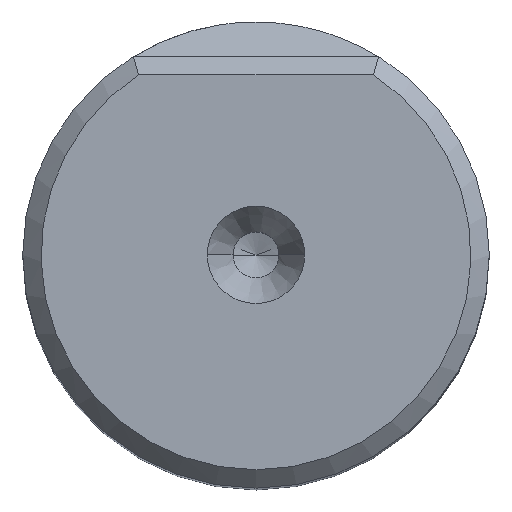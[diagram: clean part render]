
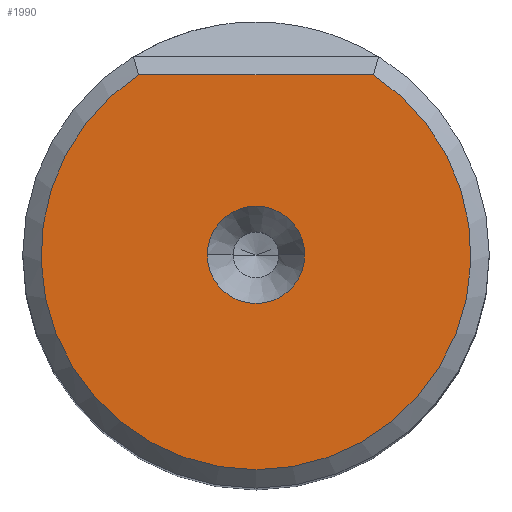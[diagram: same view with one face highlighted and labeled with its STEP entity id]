
A CAD part, top view. The second image highlights one B-rep face of the part: STEP entity #1990.
In plain terms, the highlighted planar face has unit normal (0, 0, 1).
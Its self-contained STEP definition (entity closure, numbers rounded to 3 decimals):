
#173=CARTESIAN_POINT('',(6.391,9.8,0.));
#202=DIRECTION('',(1.,0.,0.));
#203=VECTOR('',#202,12.783);
#204=CARTESIAN_POINT('',(-6.391,9.8,0.));
#205=LINE('',#204,#203);
#216=CARTESIAN_POINT('',(0.,0.,0.));
#217=DIRECTION('',(0.,0.,1.));
#218=DIRECTION('',(-0.546,0.838,0.));
#219=AXIS2_PLACEMENT_3D('',#216,#217,#218);
#224=CARTESIAN_POINT('',(0.,0.,0.));
#225=DIRECTION('',(0.,0.,1.));
#226=DIRECTION('',(0.,-1.,0.));
#227=AXIS2_PLACEMENT_3D('',#224,#225,#226);
#232=CARTESIAN_POINT('',(0.,0.,0.));
#233=DIRECTION('',(0.,0.,-1.));
#234=DIRECTION('',(1.,0.,0.));
#235=AXIS2_PLACEMENT_3D('',#232,#233,#234);
#240=CARTESIAN_POINT('',(0.,0.,0.));
#241=DIRECTION('',(0.,0.,-1.));
#242=DIRECTION('',(-1.,0.,0.));
#243=AXIS2_PLACEMENT_3D('',#240,#241,#242);
#1718=VERTEX_POINT('',#173);
#1719=CARTESIAN_POINT('',(0.,-11.7,0.));
#1720=VERTEX_POINT('',#1719);
#1721=CARTESIAN_POINT('',(-6.391,9.8,0.));
#1722=VERTEX_POINT('',#1721);
#1872=CARTESIAN_POINT('',(2.65,0.,0.));
#1873=CARTESIAN_POINT('',(-2.65,0.,0.));
#1874=VERTEX_POINT('',#1872);
#1875=VERTEX_POINT('',#1873);
#1974=CARTESIAN_POINT('',(0.,-0.95,0.));
#1975=DIRECTION('',(0.,0.,1.));
#1976=DIRECTION('',(1.,0.,0.));
#1977=AXIS2_PLACEMENT_3D('',#1974,#1975,#1976);
#1978=PLANE('',#1977);
#1979=ORIENTED_EDGE('',*,*,#1948,.F.);
#1980=ORIENTED_EDGE('',*,*,#1965,.T.);
#1981=ORIENTED_EDGE('',*,*,#1950,.F.);
#1982=EDGE_LOOP('',(#1979,#1980,#1981));
#1983=FACE_OUTER_BOUND('',#1982,.F.);
#1985=ORIENTED_EDGE('',*,*,#1984,.F.);
#1987=ORIENTED_EDGE('',*,*,#1986,.F.);
#1988=EDGE_LOOP('',(#1985,#1987));
#1989=FACE_BOUND('',#1988,.F.);
#220=CIRCLE('',#219,11.7);
#228=CIRCLE('',#227,11.7);
#236=CIRCLE('',#235,2.65);
#244=CIRCLE('',#243,2.65);
#1948=EDGE_CURVE('',#1722,#1720,#220,.T.);
#1950=EDGE_CURVE('',#1720,#1718,#228,.T.);
#1965=EDGE_CURVE('',#1722,#1718,#205,.T.);
#1984=EDGE_CURVE('',#1874,#1875,#236,.T.);
#1986=EDGE_CURVE('',#1875,#1874,#244,.T.);
#1990=ADVANCED_FACE('',(#1983,#1989),#1978,.T.);
